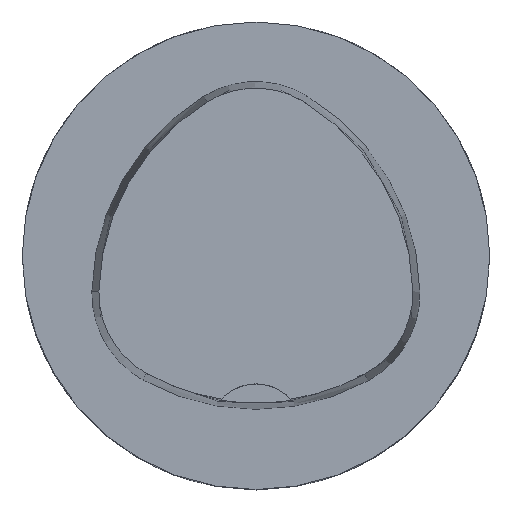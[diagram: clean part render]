
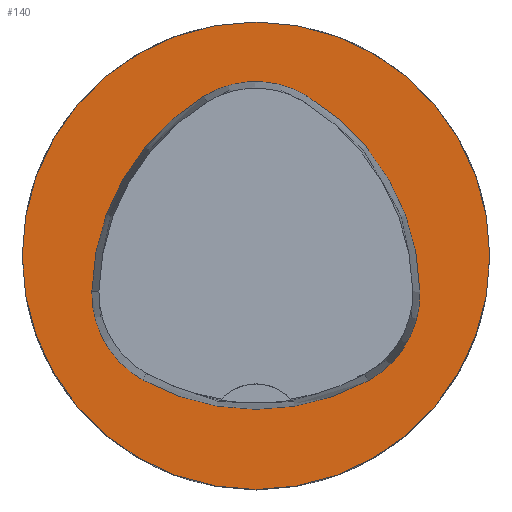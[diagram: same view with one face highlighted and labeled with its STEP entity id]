
A CAD part, top view. The second image highlights one B-rep face of the part: STEP entity #140.
In plain terms, the highlighted planar face has unit normal (0, 0, 1).
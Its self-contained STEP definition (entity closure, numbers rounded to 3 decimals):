
#140=ADVANCED_FACE('',(#199,#200),#177,.T.);
#177=PLANE('',#667);
#199=FACE_BOUND('',#252,.T.);
#200=FACE_BOUND('',#253,.T.);
#252=EDGE_LOOP('',(#349,#350,#351,#352,#353,#354));
#253=EDGE_LOOP('',(#355));
#349=ORIENTED_EDGE('',*,*,#524,.T.);
#350=ORIENTED_EDGE('',*,*,#504,.T.);
#351=ORIENTED_EDGE('',*,*,#508,.T.);
#352=ORIENTED_EDGE('',*,*,#511,.T.);
#353=ORIENTED_EDGE('',*,*,#514,.T.);
#354=ORIENTED_EDGE('',*,*,#522,.T.);
#355=ORIENTED_EDGE('',*,*,#527,.F.);
#451=VERTEX_POINT('',#948);
#452=VERTEX_POINT('',#949);
#455=VERTEX_POINT('',#957);
#457=VERTEX_POINT('',#963);
#459=VERTEX_POINT('',#969);
#466=VERTEX_POINT('',#990);
#467=VERTEX_POINT('',#1000);
#504=EDGE_CURVE('',#451,#452,#573,.T.);
#508=EDGE_CURVE('',#452,#455,#575,.T.);
#511=EDGE_CURVE('',#455,#457,#577,.T.);
#514=EDGE_CURVE('',#457,#459,#579,.T.);
#522=EDGE_CURVE('',#459,#466,#583,.T.);
#524=EDGE_CURVE('',#466,#451,#585,.T.);
#527=EDGE_CURVE('',#467,#467,#588,.T.);
#573=CIRCLE('',#644,20.);
#575=CIRCLE('',#647,8.5);
#577=CIRCLE('',#650,20.);
#579=CIRCLE('',#653,8.5);
#583=CIRCLE('',#658,20.);
#585=CIRCLE('',#661,8.5);
#588=CIRCLE('',#666,20.);
#644=AXIS2_PLACEMENT_3D('',#947,#743,#744);
#647=AXIS2_PLACEMENT_3D('',#956,#751,#752);
#650=AXIS2_PLACEMENT_3D('',#962,#758,#759);
#653=AXIS2_PLACEMENT_3D('',#968,#765,#766);
#658=AXIS2_PLACEMENT_3D('',#991,#777,#778);
#661=AXIS2_PLACEMENT_3D('',#994,#783,#784);
#666=AXIS2_PLACEMENT_3D('',#999,#793,#794);
#667=AXIS2_PLACEMENT_3D('',#1001,#795,#796);
#743=DIRECTION('',(0.,0.,-1.));
#744=DIRECTION('',(-1.,0.,0.));
#751=DIRECTION('',(0.,0.,-1.));
#752=DIRECTION('',(-1.,0.,0.));
#758=DIRECTION('',(0.,0.,-1.));
#759=DIRECTION('',(-1.,0.,0.));
#765=DIRECTION('',(0.,0.,-1.));
#766=DIRECTION('',(-1.,0.,0.));
#777=DIRECTION('',(0.,0.,-1.));
#778=DIRECTION('',(-1.,0.,0.));
#783=DIRECTION('',(0.,0.,-1.));
#784=DIRECTION('',(-1.,0.,0.));
#793=DIRECTION('',(0.,0.,-1.));
#794=DIRECTION('',(-1.,0.,0.));
#795=DIRECTION('',(0.,0.,1.));
#796=DIRECTION('',(1.,0.,0.));
#947=CARTESIAN_POINT('',(5.955,-3.414,0.));
#948=CARTESIAN_POINT('',(-14.041,-3.042,0.));
#949=CARTESIAN_POINT('',(-4.472,13.653,0.));
#956=CARTESIAN_POINT('',(-0.04,6.4,0.));
#957=CARTESIAN_POINT('',(4.347,13.68,0.));
#962=CARTESIAN_POINT('',(-5.976,-3.45,0.));
#963=CARTESIAN_POINT('',(14.021,-3.075,0.));
#968=CARTESIAN_POINT('',(5.522,-3.235,0.));
#969=CARTESIAN_POINT('',(9.588,-10.699,0.));
#990=CARTESIAN_POINT('',(-9.655,-10.639,0.));
#991=CARTESIAN_POINT('',(0.022,6.864,0.));
#994=CARTESIAN_POINT('',(-5.543,-3.2,0.));
#999=CARTESIAN_POINT('',(0.,0.,0.));
#1000=CARTESIAN_POINT('',(-20.,0.,0.));
#1001=CARTESIAN_POINT('',(0.,0.,0.));
